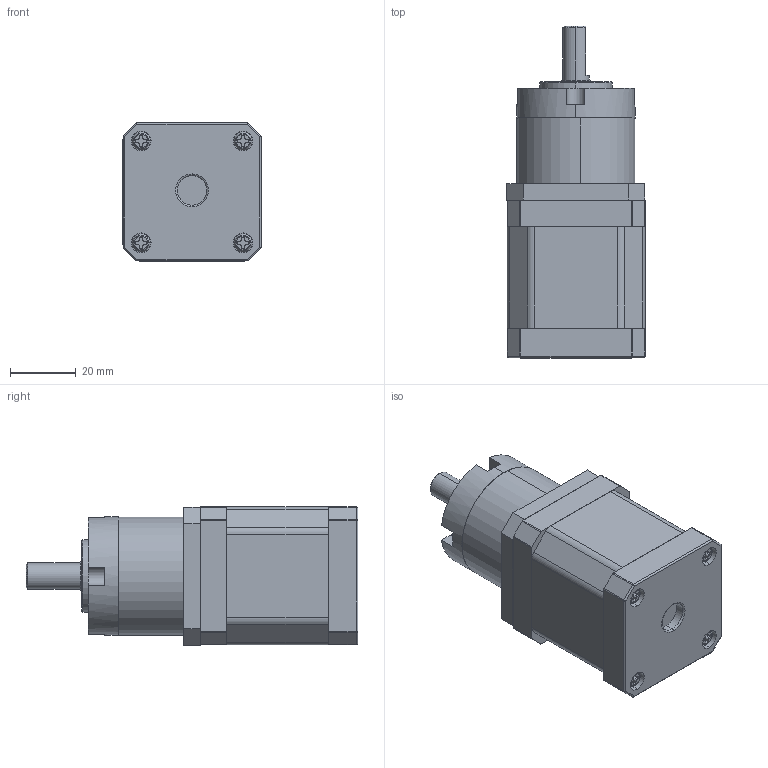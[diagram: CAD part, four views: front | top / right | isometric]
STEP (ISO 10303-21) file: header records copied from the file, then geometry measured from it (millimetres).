
FILE_DESCRIPTION (( 'STEP AP214' ), '1' );
FILE_NAME ('42HS4813A4〞XGJ媼撰厒掀.STEP', '2023-11-13T10:10:28', ( '' ), ( '' ), 'SwSTEP 2.0', 'SolidWorks 2021', '' );
FILE_SCHEMA (( 'AUTOMOTIVE_DESIGN' ));
Length unit declared in the file: millimetre
Products named in the file (10): 48____.STEP; 42HS4813A4〞XGJ媼撰厒掀; M3x40.STEP; 42XGJ-5.18奻裔; 42__.STEP; 42XGJ媼撰儂旯; 42XGJ-5.18菁釱; 42____.STEP; 42HS4813A4.STEP; 42XGJ媼撰
Assembly tree (12 placements, depth 3):
  42HS4813A4〞XGJ媼撰厒掀
    42HS4813A4.STEP
      42____.STEP
      42__.STEP
      48____.STEP
      M3x40.STEP  x4
    42XGJ媼撰
      42XGJ-5.18菁釱
      42XGJ媼撰儂旯
      42XGJ-5.18奻裔
Bounding box: 42.05 x 101 x 42.05 mm (x, y, z)
Volume: 118091.4 mm3; surface area: 35393.8 mm2
Topology: 10 solids, 10 shells, 467 faces, 1195 edges, 770 vertices
Faces by surface type: cylinder 275, plane 134, bspline 32, torus 14, sphere 8, cone 4
Entity records: 22852 total; most frequent: CARTESIAN_POINT 13479, ORIENTED_EDGE 1980, DIRECTION 1786, EDGE_CURVE 990, AXIS2_PLACEMENT_3D 681, VERTEX_POINT 638, EDGE_LOOP 456, VECTOR 424
